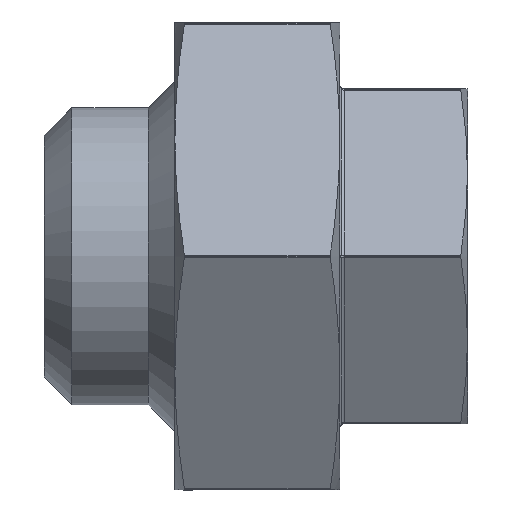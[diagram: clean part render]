
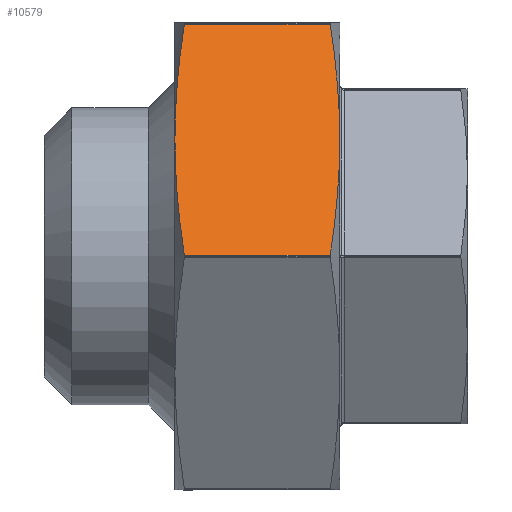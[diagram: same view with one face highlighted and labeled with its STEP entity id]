
A CAD part, front view. The second image highlights one B-rep face of the part: STEP entity #10579.
In plain terms, the highlighted planar face has unit normal (0, -0.866, 0.5).
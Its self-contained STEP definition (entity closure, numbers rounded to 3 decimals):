
#527 = CARTESIAN_POINT ( 'NONE',  ( 9.35, -22.95, 13.25 ) ) ;
#1062 = ORIENTED_EDGE ( 'NONE', *, *, #11162, .T. ) ;
#1195 = VERTEX_POINT ( 'NONE', #4733 ) ;
#1256 = DIRECTION ( 'NONE',  ( 1., 0., 0. ) ) ;
#1694 = CARTESIAN_POINT ( 'NONE',  ( -8.275, -30.513, 0.15 ) ) ;
#1696 = CARTESIAN_POINT ( 'NONE',  ( -9.35, -19.434, 19.339 ) ) ;
#1807 = ORIENTED_EDGE ( 'NONE', *, *, #6931, .F. ) ;
#2039 = CARTESIAN_POINT ( 'NONE',  ( 9.35, -22.95, 13.25 ) ) ;
#2188 = CARTESIAN_POINT ( 'NONE',  ( 9.35, -26.465, 7.161 ) ) ;
#2232 = CARTESIAN_POINT ( 'NONE',  ( -9.35, -26.465, 7.161 ) ) ;
#2307 = ORIENTED_EDGE ( 'NONE', *, *, #12014, .F. ) ;
#2523 = AXIS2_PLACEMENT_3D ( 'NONE', #13751, #10411, #10502 ) ;
#3300 = VERTEX_POINT ( 'NONE', #1694 ) ;
#3347 = CARTESIAN_POINT ( 'NONE',  ( -9.35, -22.95, 13.25 ) ) ;
#3378 = VERTEX_POINT ( 'NONE', #7077 ) ;
#3700 = CARTESIAN_POINT ( 'NONE',  ( 0., -30.513, 0.15 ) ) ;
#4127 = CARTESIAN_POINT ( 'NONE',  ( 8.275, -30.513, 0.15 ) ) ;
#4733 = CARTESIAN_POINT ( 'NONE',  ( 8.275, -15.386, 26.35 ) ) ;
#5365 = FACE_OUTER_BOUND ( 'NONE', #11351, .T. ) ;
#5636 = VERTEX_POINT ( 'NONE', #527 ) ;
#6509 = CARTESIAN_POINT ( 'NONE',  ( 9.35, -22.95, 13.25 ) ) ;
#6701 =( BOUNDED_CURVE ( )  B_SPLINE_CURVE ( 2, ( #3347, #2232, #9116 ),
 .UNSPECIFIED., .F., .T. ) 
 B_SPLINE_CURVE_WITH_KNOTS ( ( 3, 3 ),
 ( 3.385, 5.128 ),
 .UNSPECIFIED. ) 
 CURVE ( )  GEOMETRIC_REPRESENTATION_ITEM ( )  RATIONAL_B_SPLINE_CURVE ( ( 1., 1.074, 1.071 ) ) 
 REPRESENTATION_ITEM ( '' )  );
#6743 = ORIENTED_EDGE ( 'NONE', *, *, #14092, .T. ) ;
#6931 = EDGE_CURVE ( 'NONE', #9221, #1195, #9424, .T. ) ;
#7006 = DIRECTION ( 'NONE',  ( -1., 0., 0. ) ) ;
#7077 = CARTESIAN_POINT ( 'NONE',  ( 8.275, -30.513, 0.15 ) ) ;
#7535 =( BOUNDED_CURVE ( )  B_SPLINE_CURVE ( 2, ( #4127, #2188, #2039 ),
 .UNSPECIFIED., .F., .F. ) 
 B_SPLINE_CURVE_WITH_KNOTS ( ( 3, 3 ),
 ( 1.643, 3.385 ),
 .UNSPECIFIED. ) 
 CURVE ( )  GEOMETRIC_REPRESENTATION_ITEM ( )  RATIONAL_B_SPLINE_CURVE ( ( 1.071, 1.074, 1. ) ) 
 REPRESENTATION_ITEM ( '' )  );
#7610 = VECTOR ( 'NONE', #7006, 1000. ) ;
#7945 = CARTESIAN_POINT ( 'NONE',  ( 0., -15.386, 26.35 ) ) ;
#8056 = EDGE_CURVE ( 'NONE', #14661, #3300, #6701, .T. ) ;
#8368 = CARTESIAN_POINT ( 'NONE',  ( -8.275, -15.386, 26.35 ) ) ;
#8695 = CARTESIAN_POINT ( 'NONE',  ( 9.35, -19.434, 19.339 ) ) ;
#9116 = CARTESIAN_POINT ( 'NONE',  ( -8.275, -30.513, 0.15 ) ) ;
#9221 = VERTEX_POINT ( 'NONE', #11528 ) ;
#9388 = PLANE ( 'NONE',  #2523 ) ;
#9424 = LINE ( 'NONE', #7945, #10874 ) ;
#10285 = CARTESIAN_POINT ( 'NONE',  ( -9.35, -22.95, 13.25 ) ) ;
#10369 =( BOUNDED_CURVE ( )  B_SPLINE_CURVE ( 2, ( #6509, #8695, #12373 ),
 .UNSPECIFIED., .F., .T. ) 
 B_SPLINE_CURVE_WITH_KNOTS ( ( 3, 3 ),
 ( 3.385, 5.128 ),
 .UNSPECIFIED. ) 
 CURVE ( )  GEOMETRIC_REPRESENTATION_ITEM ( )  RATIONAL_B_SPLINE_CURVE ( ( 1., 1.074, 1.071 ) ) 
 REPRESENTATION_ITEM ( '' )  );
#10411 = DIRECTION ( 'NONE',  ( 0., -0.866, 0.5 ) ) ;
#10502 = DIRECTION ( 'NONE',  ( 0., -0.5, -0.866 ) ) ;
#10579 = ADVANCED_FACE ( 'NONE', ( #5365 ), #9388, .T. ) ;
#10655 = LINE ( 'NONE', #3700, #7610 ) ;
#10696 = CARTESIAN_POINT ( 'NONE',  ( -9.35, -22.95, 13.25 ) ) ;
#10874 = VECTOR ( 'NONE', #1256, 1000. ) ;
#11162 = EDGE_CURVE ( 'NONE', #5636, #1195, #10369, .T. ) ;
#11351 = EDGE_LOOP ( 'NONE', ( #2307, #11516, #1062, #1807, #6743, #14123 ) ) ;
#11516 = ORIENTED_EDGE ( 'NONE', *, *, #14276, .T. ) ;
#11528 = CARTESIAN_POINT ( 'NONE',  ( -8.275, -15.386, 26.35 ) ) ;
#12014 = EDGE_CURVE ( 'NONE', #3378, #3300, #10655, .T. ) ;
#12373 = CARTESIAN_POINT ( 'NONE',  ( 8.275, -15.386, 26.35 ) ) ;
#13751 = CARTESIAN_POINT ( 'NONE',  ( 0., -15.3, 26.5 ) ) ;
#14092 = EDGE_CURVE ( 'NONE', #9221, #14661, #14395, .T. ) ;
#14123 = ORIENTED_EDGE ( 'NONE', *, *, #8056, .T. ) ;
#14276 = EDGE_CURVE ( 'NONE', #3378, #5636, #7535, .T. ) ;
#14395 =( BOUNDED_CURVE ( )  B_SPLINE_CURVE ( 2, ( #8368, #1696, #10696 ),
 .UNSPECIFIED., .F., .T. ) 
 B_SPLINE_CURVE_WITH_KNOTS ( ( 3, 3 ),
 ( 1.643, 3.385 ),
 .UNSPECIFIED. ) 
 CURVE ( )  GEOMETRIC_REPRESENTATION_ITEM ( )  RATIONAL_B_SPLINE_CURVE ( ( 1.071, 1.074, 1. ) ) 
 REPRESENTATION_ITEM ( '' )  );
#14661 = VERTEX_POINT ( 'NONE', #10285 ) ;
